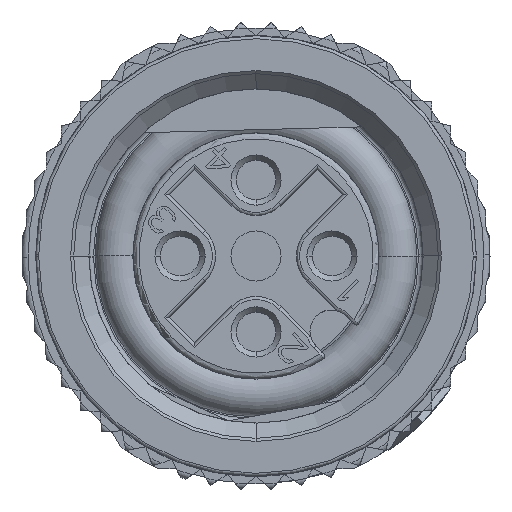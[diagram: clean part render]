
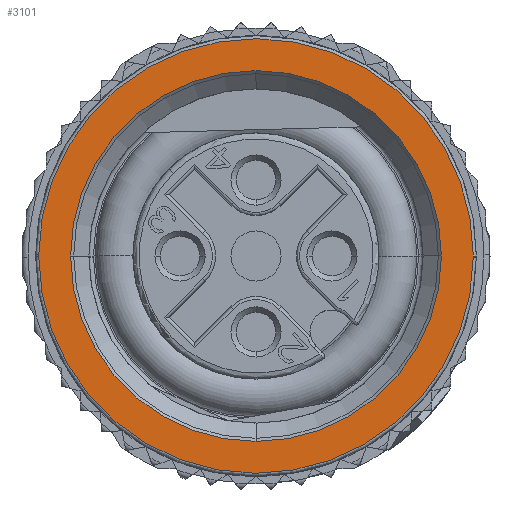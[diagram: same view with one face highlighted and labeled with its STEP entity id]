
A CAD part, front view. The second image highlights one B-rep face of the part: STEP entity #3101.
In plain terms, the highlighted planar face has unit normal (0, -1, 0).
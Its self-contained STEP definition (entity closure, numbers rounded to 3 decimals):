
#3101=ADVANCED_FACE('',(#6322,#6323),#6324,.T.);
#6322=FACE_OUTER_BOUND('',#16068,.T.);
#6323=FACE_BOUND('',#16069,.T.);
#6324=PLANE('',#16070);
#16068=EDGE_LOOP('',(#30630,#30631,#30632,#30633));
#16069=EDGE_LOOP('',(#30634,#30635,#30636,#30637));
#16070=AXIS2_PLACEMENT_3D('',#30638,#30639,#30640);
#30630=ORIENTED_EDGE('',*,*,#35108,.F.);
#30631=ORIENTED_EDGE('',*,*,#33507,.F.);
#30632=ORIENTED_EDGE('',*,*,#35106,.F.);
#30633=ORIENTED_EDGE('',*,*,#33512,.F.);
#30634=ORIENTED_EDGE('',*,*,#35116,.F.);
#30635=ORIENTED_EDGE('',*,*,#33490,.F.);
#30636=ORIENTED_EDGE('',*,*,#33497,.F.);
#30637=ORIENTED_EDGE('',*,*,#35117,.F.);
#30638=CARTESIAN_POINT('',(0.0,-12.4,0.0));
#30639=DIRECTION('',(0.0,-1.0,0.0));
#30640=DIRECTION('',(1.0,0.0,0.0));
#33490=EDGE_CURVE('',#38065,#38063,#38067,.T.);
#33497=EDGE_CURVE('',#38075,#38065,#38077,.T.);
#33507=EDGE_CURVE('',#38093,#38089,#38095,.T.);
#33512=EDGE_CURVE('',#38102,#38098,#38104,.T.);
#35106=EDGE_CURVE('',#38098,#38093,#40394,.T.);
#35108=EDGE_CURVE('',#38089,#38102,#40396,.T.);
#35116=EDGE_CURVE('',#38063,#40405,#40406,.T.);
#35117=EDGE_CURVE('',#40405,#38075,#40407,.T.);
#38063=VERTEX_POINT('',#44912);
#38065=VERTEX_POINT('',#44915);
#38067=CIRCLE('',#44918,6.1);
#38075=VERTEX_POINT('',#44927);
#38077=CIRCLE('',#44930,6.1);
#38089=VERTEX_POINT('',#44942);
#38093=VERTEX_POINT('',#44946);
#38095=CIRCLE('',#44948,7.15);
#38098=VERTEX_POINT('',#44951);
#38102=VERTEX_POINT('',#44955);
#38104=CIRCLE('',#44957,7.15);
#40394=CIRCLE('',#50156,7.15);
#40396=CIRCLE('',#50158,7.15);
#40405=VERTEX_POINT('',#50169);
#40406=CIRCLE('',#50170,6.1);
#40407=CIRCLE('',#50171,6.1);
#44912=CARTESIAN_POINT('',(0.0,-12.4,6.1));
#44915=CARTESIAN_POINT('',(6.1,-12.4,0.0));
#44918=AXIS2_PLACEMENT_3D('',#56146,#56147,#56148);
#44927=CARTESIAN_POINT('',(0.0,-12.4,-6.1));
#44930=AXIS2_PLACEMENT_3D('',#56157,#56158,#56159);
#44942=CARTESIAN_POINT('',(-7.15,-12.4,0.052));
#44946=CARTESIAN_POINT('',(-7.15,-12.4,0.0));
#44948=AXIS2_PLACEMENT_3D('',#56181,#56182,#56183);
#44951=CARTESIAN_POINT('',(7.15,-12.4,-0.052));
#44955=CARTESIAN_POINT('',(7.15,-12.4,0.0));
#44957=AXIS2_PLACEMENT_3D('',#56193,#56194,#56195);
#50156=AXIS2_PLACEMENT_3D('',#58094,#58095,#58096);
#50158=AXIS2_PLACEMENT_3D('',#58097,#58098,#58099);
#50169=CARTESIAN_POINT('',(-6.1,-12.4,0.0));
#50170=AXIS2_PLACEMENT_3D('',#58108,#58109,#58110);
#50171=AXIS2_PLACEMENT_3D('',#58111,#58112,#58113);
#56146=CARTESIAN_POINT('',(0.0,-12.4,0.0));
#56147=DIRECTION('',(0.0,-1.0,0.0));
#56148=DIRECTION('',(1.0,0.0,0.0));
#56157=CARTESIAN_POINT('',(0.0,-12.4,0.0));
#56158=DIRECTION('',(0.0,-1.0,0.0));
#56159=DIRECTION('',(0.0,0.0,-1.0));
#56181=CARTESIAN_POINT('',(0.0,-12.4,0.0));
#56182=DIRECTION('',(0.0,1.0,0.0));
#56183=DIRECTION('',(-1.0,0.0,0.0));
#56193=CARTESIAN_POINT('',(0.0,-12.4,0.0));
#56194=DIRECTION('',(-0.0,1.0,0.0));
#56195=DIRECTION('',(1.0,0.0,0.0));
#58094=CARTESIAN_POINT('',(0.0,-12.4,0.0));
#58095=DIRECTION('',(0.0,1.0,0.0));
#58096=DIRECTION('',(1.,0.0,-0.007));
#58097=CARTESIAN_POINT('',(0.0,-12.4,0.0));
#58098=DIRECTION('',(0.0,1.0,0.0));
#58099=DIRECTION('',(-1.,0.0,0.007));
#58108=CARTESIAN_POINT('',(0.0,-12.4,0.0));
#58109=DIRECTION('',(0.0,-1.0,0.0));
#58110=DIRECTION('',(0.0,0.0,1.0));
#58111=CARTESIAN_POINT('',(0.0,-12.4,0.0));
#58112=DIRECTION('',(0.0,-1.0,0.0));
#58113=DIRECTION('',(-1.0,0.0,0.0));
